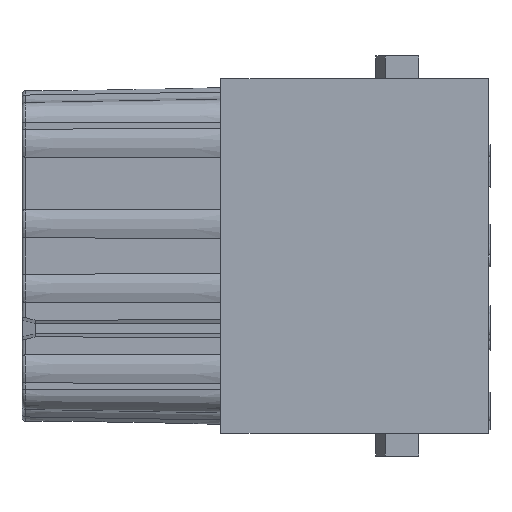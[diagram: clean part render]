
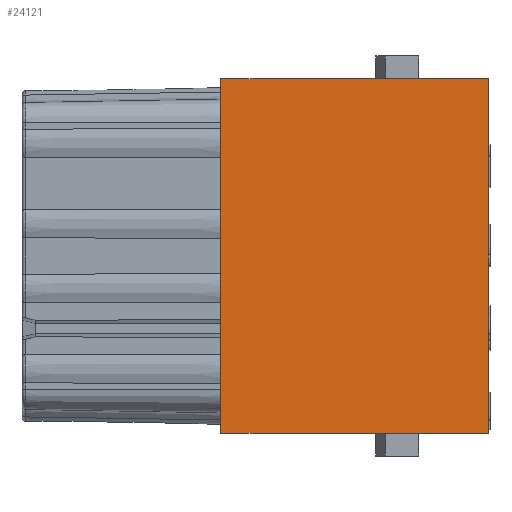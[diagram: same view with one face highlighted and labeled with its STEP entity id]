
A CAD part, left-side view. The second image highlights one B-rep face of the part: STEP entity #24121.
In plain terms, the highlighted planar face has unit normal (-1, 0, 0).
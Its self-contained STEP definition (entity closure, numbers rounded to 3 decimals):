
#2209=DIRECTION('',(0.,-1.,0.));
#2210=VECTOR('',#2209,22.9);
#2211=CARTESIAN_POINT('',(-14.6,-17.,-15.15));
#2212=LINE('',#2211,#2210);
#2237=DIRECTION('',(0.,-1.,0.));
#2238=VECTOR('',#2237,22.9);
#2239=CARTESIAN_POINT('',(-14.6,-17.,15.15));
#2240=LINE('',#2239,#2238);
#2241=DIRECTION('',(0.,0.,1.));
#2242=VECTOR('',#2241,30.3);
#2243=CARTESIAN_POINT('',(-14.6,-17.,-15.15));
#2244=LINE('',#2243,#2242);
#2281=DIRECTION('',(0.,0.,-1.));
#2282=VECTOR('',#2281,30.3);
#2283=CARTESIAN_POINT('',(-14.6,-39.9,15.15));
#2284=LINE('',#2283,#2282);
#16626=CARTESIAN_POINT('',(-14.6,-17.,-15.15));
#16628=VERTEX_POINT('',#16626);
#16629=CARTESIAN_POINT('',(-14.6,-17.,15.15));
#16630=VERTEX_POINT('',#16629);
#17501=CARTESIAN_POINT('',(-14.6,-39.9,15.15));
#17502=VERTEX_POINT('',#17501);
#17503=CARTESIAN_POINT('',(-14.6,-39.9,-15.15));
#17504=VERTEX_POINT('',#17503);
#24108=CARTESIAN_POINT('',(-14.6,0.,-15.15));
#24109=DIRECTION('',(-1.,0.,0.));
#24110=DIRECTION('',(0.,0.,1.));
#24111=AXIS2_PLACEMENT_3D('',#24108,#24109,#24110);
#24112=PLANE('',#24111);
#24114=ORIENTED_EDGE('',*,*,#24113,.T.);
#24116=ORIENTED_EDGE('',*,*,#24115,.T.);
#24117=ORIENTED_EDGE('',*,*,#24074,.F.);
#24118=ORIENTED_EDGE('',*,*,#23427,.T.);
#24119=EDGE_LOOP('',(#24114,#24116,#24117,#24118));
#24120=FACE_OUTER_BOUND('',#24119,.F.);
#24121=ADVANCED_FACE('',(#24120),#24112,.T.);
#23427=EDGE_CURVE('',#16628,#16630,#2244,.T.);
#24074=EDGE_CURVE('',#16628,#17504,#2212,.T.);
#24113=EDGE_CURVE('',#16630,#17502,#2240,.T.);
#24115=EDGE_CURVE('',#17502,#17504,#2284,.T.);
